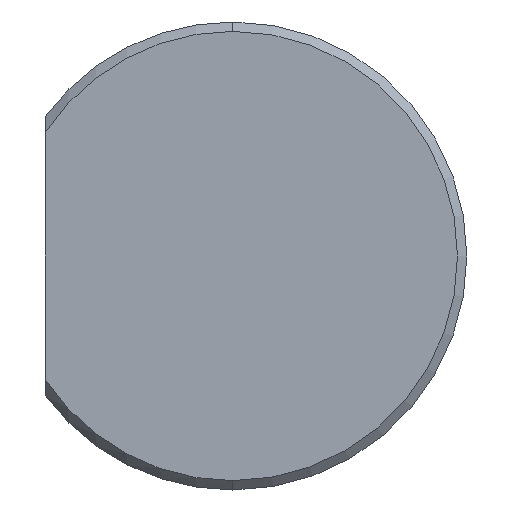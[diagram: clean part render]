
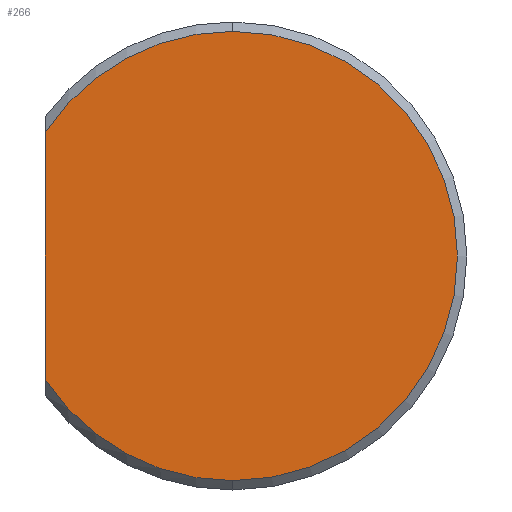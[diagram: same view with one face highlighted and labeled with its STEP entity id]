
A CAD part, front view. The second image highlights one B-rep face of the part: STEP entity #266.
In plain terms, the highlighted planar face has unit normal (0, -1, 0).
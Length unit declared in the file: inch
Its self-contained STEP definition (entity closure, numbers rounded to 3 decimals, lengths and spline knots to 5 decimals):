
#38 = CIRCLE ( 'NONE', #175, 0.11985 ) ;
#48 = EDGE_CURVE ( 'NONE', #315, #119, #359, .T. ) ;
#50 = EDGE_CURVE ( 'NONE', #119, #373, #374, .T. ) ;
#57 = CARTESIAN_POINT ( 'NONE',  ( 0., 0., 0.11985 ) ) ;
#77 = AXIS2_PLACEMENT_3D ( 'NONE', #152, #113, #270 ) ;
#86 = EDGE_CURVE ( 'NONE', #260, #373, #264, .T. ) ;
#92 = DIRECTION ( 'NONE',  ( 0., -1., 0. ) ) ;
#102 = EDGE_CURVE ( 'NONE', #260, #315, #38, .T. ) ;
#105 = EDGE_LOOP ( 'NONE', ( #233, #390, #357, #243 ) ) ;
#107 = CARTESIAN_POINT ( 'NONE',  ( 0., 0., -0.11985 ) ) ;
#113 = DIRECTION ( 'NONE',  ( 0., 1., 0. ) ) ;
#114 = CARTESIAN_POINT ( 'NONE',  ( 0., 0., 0. ) ) ;
#119 = VERTEX_POINT ( 'NONE', #57 ) ;
#127 = DIRECTION ( 'NONE',  ( 0., 0., 1. ) ) ;
#152 = CARTESIAN_POINT ( 'NONE',  ( 0., 0., 0. ) ) ;
#162 = CARTESIAN_POINT ( 'NONE',  ( 0., 0., 0. ) ) ;
#175 = AXIS2_PLACEMENT_3D ( 'NONE', #288, #92, #323 ) ;
#188 = DIRECTION ( 'NONE',  ( 0., -1., 0. ) ) ;
#213 = DIRECTION ( 'NONE',  ( 0., 0., 1. ) ) ;
#215 = PLANE ( 'NONE',  #77 ) ;
#222 = FACE_OUTER_BOUND ( 'NONE', #105, .T. ) ;
#232 = CARTESIAN_POINT ( 'NONE',  ( -0.10015, 0., -0.07455 ) ) ;
#233 = ORIENTED_EDGE ( 'NONE', *, *, #86, .F. ) ;
#243 = ORIENTED_EDGE ( 'NONE', *, *, #50, .T. ) ;
#259 = AXIS2_PLACEMENT_3D ( 'NONE', #114, #271, #213 ) ;
#260 = VERTEX_POINT ( 'NONE', #401 ) ;
#264 = LINE ( 'NONE', #232, #341 ) ;
#266 = ADVANCED_FACE ( 'NONE', ( #222 ), #215, .F. ) ;
#270 = DIRECTION ( 'NONE',  ( 0., 0., 1. ) ) ;
#271 = DIRECTION ( 'NONE',  ( 0., -1., 0. ) ) ;
#288 = CARTESIAN_POINT ( 'NONE',  ( 0., 0., 0. ) ) ;
#295 = AXIS2_PLACEMENT_3D ( 'NONE', #162, #188, #127 ) ;
#315 = VERTEX_POINT ( 'NONE', #107 ) ;
#323 = DIRECTION ( 'NONE',  ( 0., 0., 1. ) ) ;
#341 = VECTOR ( 'NONE', #370, 39.37008 ) ;
#357 = ORIENTED_EDGE ( 'NONE', *, *, #48, .T. ) ;
#359 = CIRCLE ( 'NONE', #295, 0.11985 ) ;
#361 = CARTESIAN_POINT ( 'NONE',  ( -0.10015, 0., 0.06583 ) ) ;
#370 = DIRECTION ( 'NONE',  ( 0., 0., 1. ) ) ;
#373 = VERTEX_POINT ( 'NONE', #361 ) ;
#374 = CIRCLE ( 'NONE', #259, 0.11985 ) ;
#390 = ORIENTED_EDGE ( 'NONE', *, *, #102, .T. ) ;
#401 = CARTESIAN_POINT ( 'NONE',  ( -0.10015, 0., -0.06583 ) ) ;
